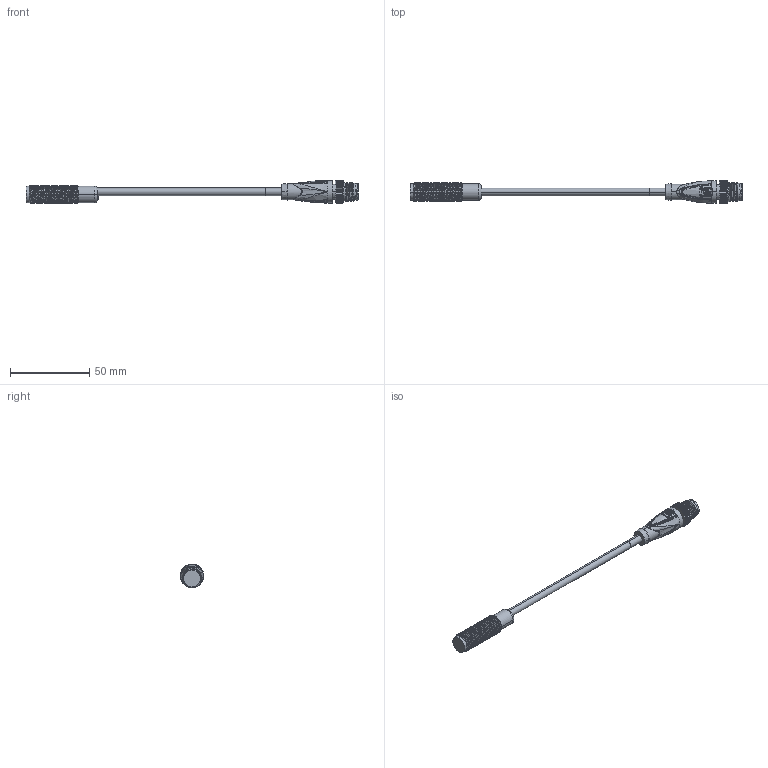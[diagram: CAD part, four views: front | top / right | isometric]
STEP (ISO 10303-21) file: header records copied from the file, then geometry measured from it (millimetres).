
FILE_DESCRIPTION((''),'2;1');
FILE_NAME('M12_MOLDED_CONNECTOR_ASM','2020-04-30T10:10:42',('jmattern'),(''),'CREO PARAMETRIC BY PTC INC, 2019292','CREO PARAMETRIC BY PTC INC, 2019292','');
FILE_SCHEMA(('CONFIG_CONTROL_DESIGN'));
Products named in the file (4): 4-8_CABLE; 1044028; CAD0856B; M12_MOLDED_CONNECTOR_ASM
Assembly tree (3 placements, depth 2):
  M12_MOLDED_CONNECTOR_ASM
    4-8_CABLE
    1044028
    CAD0856B
Bounding box: 209.55 x 14.79 x 15.05 mm (x, y, z)
Volume: 11890.2 mm3; surface area: 8545.9 mm2
Topology: 3 solids, 4 shells, 610 faces, 1520 edges, 928 vertices
Faces by surface type: plane 254, cylinder 183, bspline 130, cone 21, torus 14, sphere 8
Entity records: 37862 total; most frequent: CARTESIAN_POINT 24357, ORIENTED_EDGE 3024, DIRECTION 2500, EDGE_CURVE 1512, AXIS2_PLACEMENT_3D 967, VERTEX_POINT 928, EDGE_LOOP 630, FACE_OUTER_BOUND 610
